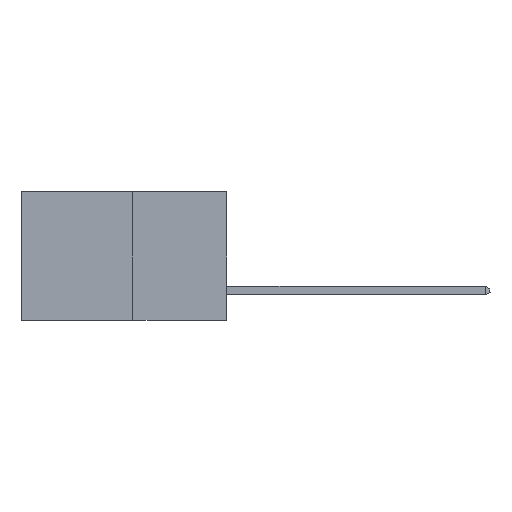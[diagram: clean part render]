
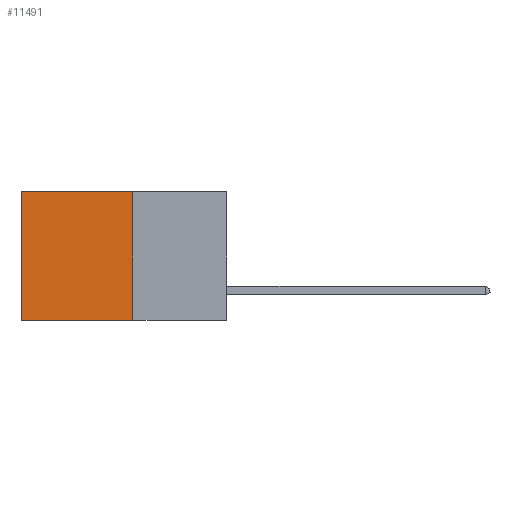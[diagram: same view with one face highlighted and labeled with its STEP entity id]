
A CAD part, left-side view. The second image highlights one B-rep face of the part: STEP entity #11491.
In plain terms, the highlighted planar face has unit normal (-1, 0, 0).
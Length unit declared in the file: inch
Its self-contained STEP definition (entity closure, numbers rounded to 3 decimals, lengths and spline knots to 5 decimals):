
#1453 = CARTESIAN_POINT ( 'NONE',  ( 0.277, 0.27, 0. ) ) ;
#1480 = LINE ( 'NONE', #8984, #6586 ) ;
#1551 = CARTESIAN_POINT ( 'NONE',  ( 0.277, 0.59, -0.37 ) ) ;
#1553 = DIRECTION ( 'NONE',  ( 0., 0., -1. ) ) ;
#2325 = CARTESIAN_POINT ( 'NONE',  ( 0.277, 0.27, -0.37 ) ) ;
#2444 = DIRECTION ( 'NONE',  ( 0., 0., -1. ) ) ;
#2533 = EDGE_LOOP ( 'NONE', ( #11137, #12048, #10656, #15521 ) ) ;
#3333 = CARTESIAN_POINT ( 'NONE',  ( 0.277, 0.27, -0.37 ) ) ;
#4230 = FACE_OUTER_BOUND ( 'NONE', #2533, .T. ) ;
#5246 = DIRECTION ( 'NONE',  ( 1., 0., 0. ) ) ;
#5382 = VERTEX_POINT ( 'NONE', #23244 ) ;
#6163 = VERTEX_POINT ( 'NONE', #14488 ) ;
#6586 = VECTOR ( 'NONE', #21946, 39.37008 ) ;
#7363 = EDGE_CURVE ( 'NONE', #18053, #6163, #21043, .T. ) ;
#7408 = EDGE_CURVE ( 'NONE', #19136, #5382, #19900, .T. ) ;
#8852 = CARTESIAN_POINT ( 'NONE',  ( 0.277, 0.27, 0. ) ) ;
#8984 = CARTESIAN_POINT ( 'NONE',  ( 0.277, 0.27, -0.37 ) ) ;
#10656 = ORIENTED_EDGE ( 'NONE', *, *, #7363, .F. ) ;
#10675 = VECTOR ( 'NONE', #14605, 39.37008 ) ;
#11137 = ORIENTED_EDGE ( 'NONE', *, *, #7408, .T. ) ;
#11246 = LINE ( 'NONE', #1453, #10675 ) ;
#11491 = ADVANCED_FACE ( 'NONE', ( #4230 ), #23678, .F. ) ;
#11746 = VECTOR ( 'NONE', #2444, 39.37008 ) ;
#12048 = ORIENTED_EDGE ( 'NONE', *, *, #22195, .F. ) ;
#14121 = EDGE_CURVE ( 'NONE', #18053, #19136, #11246, .T. ) ;
#14488 = CARTESIAN_POINT ( 'NONE',  ( 0.277, 0.27, -0.37 ) ) ;
#14605 = DIRECTION ( 'NONE',  ( 0., 1., 0. ) ) ;
#15521 = ORIENTED_EDGE ( 'NONE', *, *, #14121, .T. ) ;
#17555 = AXIS2_PLACEMENT_3D ( 'NONE', #3333, #5246, #18296 ) ;
#18053 = VERTEX_POINT ( 'NONE', #8852 ) ;
#18296 = DIRECTION ( 'NONE',  ( 0., 0., -1. ) ) ;
#19136 = VERTEX_POINT ( 'NONE', #19381 ) ;
#19381 = CARTESIAN_POINT ( 'NONE',  ( 0.277, 0.59, 0. ) ) ;
#19900 = LINE ( 'NONE', #1551, #23541 ) ;
#21043 = LINE ( 'NONE', #2325, #11746 ) ;
#21946 = DIRECTION ( 'NONE',  ( 0., 1., 0. ) ) ;
#22195 = EDGE_CURVE ( 'NONE', #6163, #5382, #1480, .T. ) ;
#23244 = CARTESIAN_POINT ( 'NONE',  ( 0.277, 0.59, -0.37 ) ) ;
#23541 = VECTOR ( 'NONE', #1553, 39.37008 ) ;
#23678 = PLANE ( 'NONE',  #17555 ) ;
